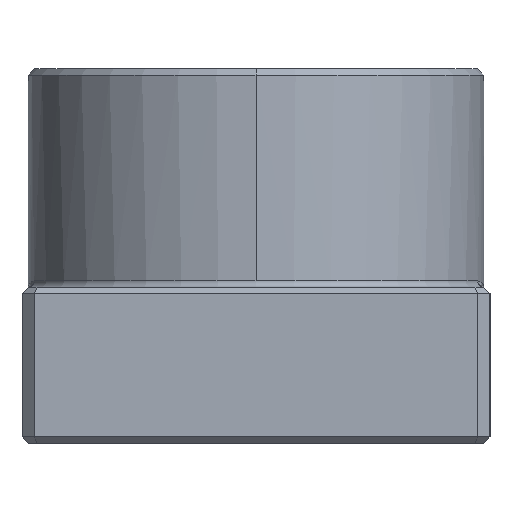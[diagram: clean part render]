
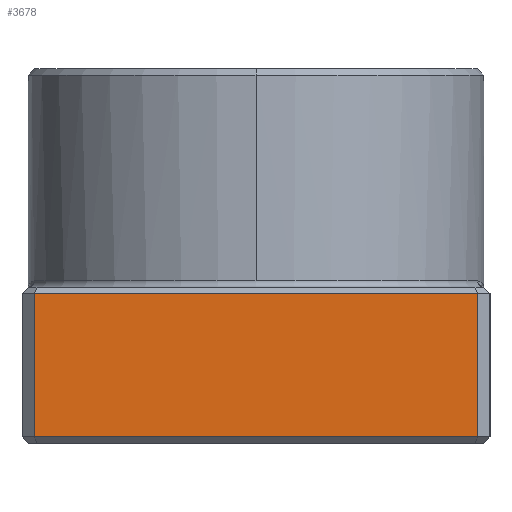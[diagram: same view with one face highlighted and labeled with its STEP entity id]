
A CAD part, left-side view. The second image highlights one B-rep face of the part: STEP entity #3678.
In plain terms, the highlighted planar face has unit normal (-1, 0, 0).
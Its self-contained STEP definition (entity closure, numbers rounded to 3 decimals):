
#49 = DIRECTION ( 'NONE',  ( 0., 1., 0. ) ) ;
#337 = VERTEX_POINT ( 'NONE', #2309 ) ;
#628 = VERTEX_POINT ( 'NONE', #663 ) ;
#647 = CARTESIAN_POINT ( 'NONE',  ( -65., -35.5, 24. ) ) ;
#663 = CARTESIAN_POINT ( 'NONE',  ( -65., 35.5, 1. ) ) ;
#686 = DIRECTION ( 'NONE',  ( 0., 0., -1. ) ) ;
#698 = CARTESIAN_POINT ( 'NONE',  ( -65., 35.5, 1. ) ) ;
#841 = VERTEX_POINT ( 'NONE', #647 ) ;
#943 = DIRECTION ( 'NONE',  ( 1., 0., 0. ) ) ;
#1025 = VECTOR ( 'NONE', #2909, 1000. ) ;
#1100 = LINE ( 'NONE', #2624, #1025 ) ;
#1228 = PLANE ( 'NONE',  #2545 ) ;
#1508 = CARTESIAN_POINT ( 'NONE',  ( -65., 35.5, 25. ) ) ;
#1536 = ORIENTED_EDGE ( 'NONE', *, *, #3601, .T. ) ;
#1725 = LINE ( 'NONE', #2689, #3073 ) ;
#1846 = DIRECTION ( 'NONE',  ( 0., -1., 0. ) ) ;
#1855 = VECTOR ( 'NONE', #1846, 1000. ) ;
#2059 = ORIENTED_EDGE ( 'NONE', *, *, #2942, .T. ) ;
#2080 = VERTEX_POINT ( 'NONE', #3725 ) ;
#2109 = CARTESIAN_POINT ( 'NONE',  ( -65., -35.5, 25. ) ) ;
#2219 = EDGE_CURVE ( 'NONE', #841, #337, #1725, .T. ) ;
#2250 = FACE_OUTER_BOUND ( 'NONE', #3689, .T. ) ;
#2309 = CARTESIAN_POINT ( 'NONE',  ( -65., 35.5, 24. ) ) ;
#2545 = AXIS2_PLACEMENT_3D ( 'NONE', #1508, #943, #49 ) ;
#2624 = CARTESIAN_POINT ( 'NONE',  ( -65., 35.5, 25. ) ) ;
#2689 = CARTESIAN_POINT ( 'NONE',  ( -65., 35.5, 24. ) ) ;
#2720 = VECTOR ( 'NONE', #686, 1000. ) ;
#2866 = EDGE_CURVE ( 'NONE', #841, #2080, #3564, .T. ) ;
#2909 = DIRECTION ( 'NONE',  ( 0., 0., -1. ) ) ;
#2942 = EDGE_CURVE ( 'NONE', #628, #2080, #3373, .T. ) ;
#2958 = DIRECTION ( 'NONE',  ( 0., 1., 0. ) ) ;
#3073 = VECTOR ( 'NONE', #2958, 1000. ) ;
#3357 = ORIENTED_EDGE ( 'NONE', *, *, #2219, .T. ) ;
#3373 = LINE ( 'NONE', #698, #1855 ) ;
#3564 = LINE ( 'NONE', #2109, #2720 ) ;
#3578 = ORIENTED_EDGE ( 'NONE', *, *, #2866, .F. ) ;
#3601 = EDGE_CURVE ( 'NONE', #337, #628, #1100, .T. ) ;
#3678 = ADVANCED_FACE ( 'NONE', ( #2250 ), #1228, .F. ) ;
#3689 = EDGE_LOOP ( 'NONE', ( #1536, #2059, #3578, #3357 ) ) ;
#3725 = CARTESIAN_POINT ( 'NONE',  ( -65., -35.5, 1. ) ) ;
